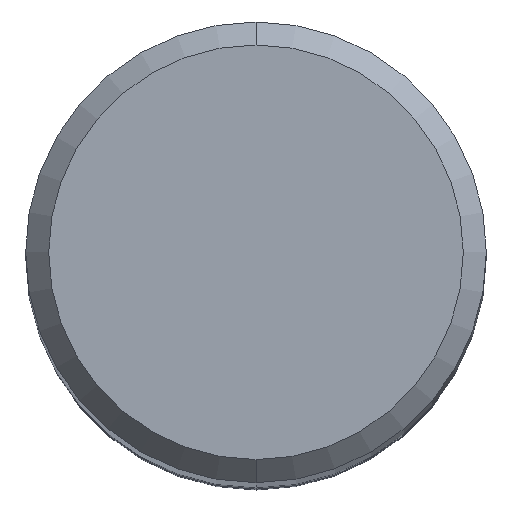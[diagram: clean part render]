
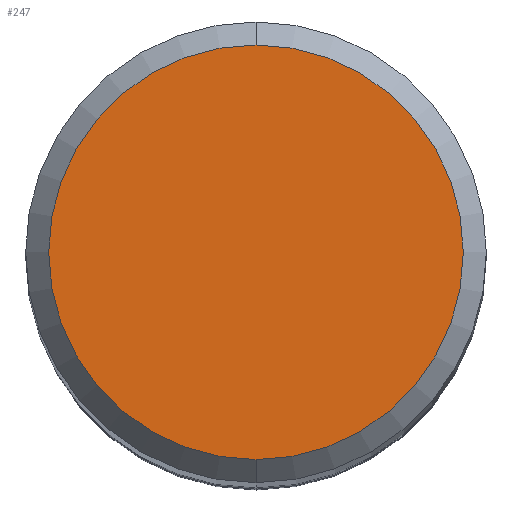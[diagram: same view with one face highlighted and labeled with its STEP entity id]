
A CAD part, top view. The second image highlights one B-rep face of the part: STEP entity #247.
In plain terms, the highlighted planar face has unit normal (0, 0, 1).
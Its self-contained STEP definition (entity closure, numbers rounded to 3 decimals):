
#151=VERTEX_POINT('',#384);
#191=EDGE_CURVE('',#231,#151,#429,.T.);
#231=VERTEX_POINT('',#474);
#247=ADVANCED_FACE('',(#492),#493,.T.);
#319=EDGE_CURVE('',#151,#231,#575,.T.);
#384=CARTESIAN_POINT('',(0.0,3.6,0.0));
#429=CIRCLE('',#694,3.6);
#474=CARTESIAN_POINT('',(0.,-3.6,0.0));
#492=FACE_OUTER_BOUND('',#770,.T.);
#493=PLANE('',#771);
#575=CIRCLE('',#885,3.6);
#694=AXIS2_PLACEMENT_3D('',#1010,#1011,#1012);
#770=EDGE_LOOP('',(#1085,#1086));
#771=AXIS2_PLACEMENT_3D('',#1087,#1088,#1089);
#885=AXIS2_PLACEMENT_3D('',#1203,#1204,#1205);
#1010=CARTESIAN_POINT('',(0.0,0.0,0.0));
#1011=DIRECTION('',(0.0,0.0,-1.0));
#1012=DIRECTION('',(0.0,1.0,0.0));
#1085=ORIENTED_EDGE('',*,*,#319,.F.);
#1086=ORIENTED_EDGE('',*,*,#191,.F.);
#1087=CARTESIAN_POINT('',(0.0,1.8,0.0));
#1088=DIRECTION('',(-0.0,0.0,1.0));
#1089=DIRECTION('',(0.0,-1.0,0.0));
#1203=CARTESIAN_POINT('',(0.0,0.0,0.0));
#1204=DIRECTION('',(0.0,0.0,-1.0));
#1205=DIRECTION('',(0.0,1.0,0.0));
